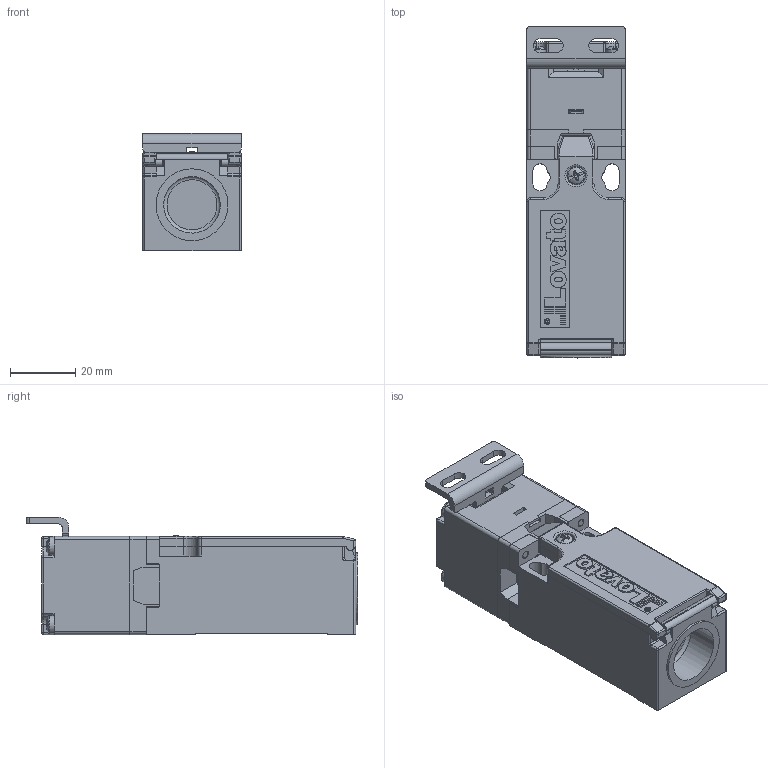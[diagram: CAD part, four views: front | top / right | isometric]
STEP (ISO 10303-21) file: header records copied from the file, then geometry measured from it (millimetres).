
FILE_DESCRIPTION(/* description */ (''),/* implementation_level */ '2;1');
FILE_NAME(/* name */ 'FILE_STP_CAD_DRAWING_3D_KBN4L11_prt.stp',/* time_stamp */ '2023-11-16T16:52:34+01:00',/* author */ (''),/* organization */ (''),/* preprocessor_version */ 'ST-DEVELOPER v16.7',/* originating_system */ 'SIEMENS PLM Software NX 12.0',/* authorisation */ '');
FILE_SCHEMA (('AUTOMOTIVE_DESIGN { 1 0 10303 214 3 1 1 1 }'));
Length unit declared in the file: millimetre
Products named in the file (1): 3D_KBN4L11
Bounding box: 30 x 101.45 x 35.82 mm (x, y, z)
Surface area: 21482.7 mm2 (no closed solid volume)
Topology: 0 solids, 17 shells, 650 faces, 2156 edges, 1499 vertices
Faces by surface type: plane 409, cylinder 156, sphere 30, bspline 28, torus 24, cone 3
Full cylindrical faces by diameter (mm): 1.59 x1, 1.7 x1, 2.45 x2, 2.6 x2, 5.6 x4, 17.3 x1, 22 x1
Entity records: 31097 total; most frequent: CARTESIAN_POINT 12405, DIRECTION 3755, ORIENTED_EDGE 3692, EDGE_CURVE 2113, VERTEX_POINT 1484, LINE 1427, VECTOR 1427, AXIS2_PLACEMENT_3D 1164
